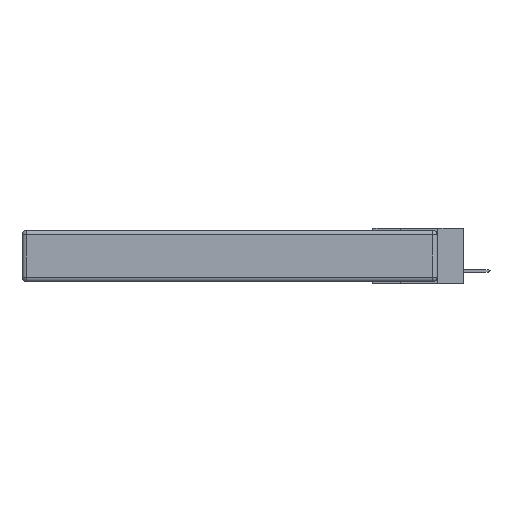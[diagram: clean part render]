
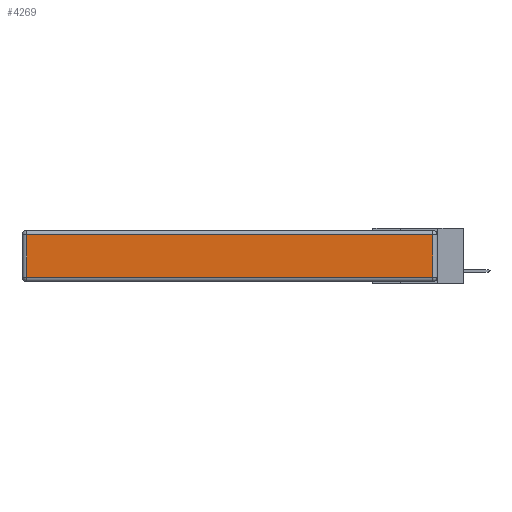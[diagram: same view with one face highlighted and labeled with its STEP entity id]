
A CAD part, left-side view. The second image highlights one B-rep face of the part: STEP entity #4269.
In plain terms, the highlighted planar face has unit normal (-1, 0, 0).
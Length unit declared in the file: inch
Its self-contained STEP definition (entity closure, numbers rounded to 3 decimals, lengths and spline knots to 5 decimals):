
#451 = ORIENTED_EDGE ( 'NONE', *, *, #5813, .T. ) ;
#601 = CARTESIAN_POINT ( 'NONE',  ( 0., 0.03, -0.343 ) ) ;
#2337 = CARTESIAN_POINT ( 'NONE',  ( 0., 2.72, -0.343 ) ) ;
#3222 = DIRECTION ( 'NONE',  ( -1., 0., 0. ) ) ;
#3633 = VECTOR ( 'NONE', #19411, 39.37008 ) ;
#3994 = VECTOR ( 'NONE', #21026, 39.37008 ) ;
#4269 = ADVANCED_FACE ( 'NONE', ( #8791 ), #9378, .T. ) ;
#5142 = DIRECTION ( 'NONE',  ( 0., 0., 1. ) ) ;
#5225 = CARTESIAN_POINT ( 'NONE',  ( 0., 2.75, -0.03 ) ) ;
#5583 = ORIENTED_EDGE ( 'NONE', *, *, #10014, .T. ) ;
#5813 = EDGE_CURVE ( 'NONE', #21131, #16203, #25502, .T. ) ;
#8631 = EDGE_CURVE ( 'NONE', #9813, #21131, #16890, .T. ) ;
#8791 = FACE_OUTER_BOUND ( 'NONE', #11748, .T. ) ;
#9208 = CARTESIAN_POINT ( 'NONE',  ( 0., 0., -0.313 ) ) ;
#9378 = PLANE ( 'NONE',  #25594 ) ;
#9683 = ORIENTED_EDGE ( 'NONE', *, *, #8631, .T. ) ;
#9813 = VERTEX_POINT ( 'NONE', #22424 ) ;
#10014 = EDGE_CURVE ( 'NONE', #16203, #12580, #18520, .T. ) ;
#11748 = EDGE_LOOP ( 'NONE', ( #9683, #451, #5583, #17004 ) ) ;
#12580 = VERTEX_POINT ( 'NONE', #23579 ) ;
#13340 = DIRECTION ( 'NONE',  ( 0., 1., 0. ) ) ;
#13611 = CARTESIAN_POINT ( 'NONE',  ( 0., 0., -0.343 ) ) ;
#13831 = VECTOR ( 'NONE', #17061, 39.37008 ) ;
#14939 = CARTESIAN_POINT ( 'NONE',  ( 0., 0.03, -0.313 ) ) ;
#16203 = VERTEX_POINT ( 'NONE', #24963 ) ;
#16446 = EDGE_CURVE ( 'NONE', #12580, #9813, #19537, .T. ) ;
#16890 = LINE ( 'NONE', #9208, #3633 ) ;
#17004 = ORIENTED_EDGE ( 'NONE', *, *, #16446, .T. ) ;
#17061 = DIRECTION ( 'NONE',  ( 0., 0., 1. ) ) ;
#18520 = LINE ( 'NONE', #5225, #25573 ) ;
#19411 = DIRECTION ( 'NONE',  ( 0., -1., 0. ) ) ;
#19537 = LINE ( 'NONE', #2337, #3994 ) ;
#21026 = DIRECTION ( 'NONE',  ( 0., 0., -1. ) ) ;
#21131 = VERTEX_POINT ( 'NONE', #14939 ) ;
#22424 = CARTESIAN_POINT ( 'NONE',  ( 0., 2.72, -0.313 ) ) ;
#23579 = CARTESIAN_POINT ( 'NONE',  ( 0., 2.72, -0.03 ) ) ;
#24963 = CARTESIAN_POINT ( 'NONE',  ( 0., 0.03, -0.03 ) ) ;
#25502 = LINE ( 'NONE', #601, #13831 ) ;
#25573 = VECTOR ( 'NONE', #13340, 39.37008 ) ;
#25594 = AXIS2_PLACEMENT_3D ( 'NONE', #13611, #3222, #5142 ) ;
